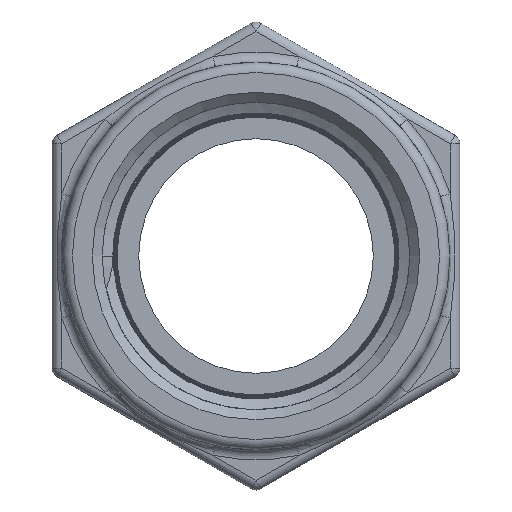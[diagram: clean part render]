
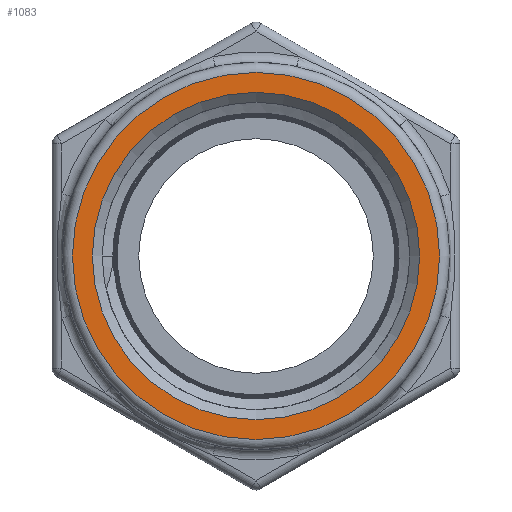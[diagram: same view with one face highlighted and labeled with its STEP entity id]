
A CAD part, left-side view. The second image highlights one B-rep face of the part: STEP entity #1083.
In plain terms, the highlighted planar face has unit normal (-1, 0, 0).
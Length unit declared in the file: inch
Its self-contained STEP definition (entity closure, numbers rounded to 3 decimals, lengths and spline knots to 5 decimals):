
#203=PLANE($,#1197);
#221=FACE_BOUND($,#342,.T.);
#222=FACE_BOUND($,#343,.T.);
#342=EDGE_LOOP($,(#844));
#343=EDGE_LOOP($,(#845));
#437=CIRCLE($,#1196,1.125);
#438=CIRCLE($,#1198,1.003);
#528=VERTEX_POINT($,#3274);
#529=VERTEX_POINT($,#3277);
#641=EDGE_CURVE($,#528,#528,#437,.T.);
#642=EDGE_CURVE($,#529,#529,#438,.T.);
#844=ORIENTED_EDGE($,*,*,#642,.T.);
#845=ORIENTED_EDGE($,*,*,#641,.F.);
#1083=ADVANCED_FACE($,(#221,#222),#203,.T.);
#1196=AXIS2_PLACEMENT_3D($,#3275,#1416,#1417);
#1197=AXIS2_PLACEMENT_3D($,#3276,#1418,#1419);
#1198=AXIS2_PLACEMENT_3D($,#3278,#1420,#1421);
#1416=DIRECTION('center_axis',(1.,0.,0.));
#1417=DIRECTION('ref_axis',(0.,-1.,0.));
#1418=DIRECTION('center_axis',(-1.,0.,0.));
#1419=DIRECTION('ref_axis',(0.,0.,1.));
#1420=DIRECTION('center_axis',(1.,0.,0.));
#1421=DIRECTION('ref_axis',(0.,1.,0.));
#3274=CARTESIAN_POINT('',(0.,1.125,0.));
#3275=CARTESIAN_POINT('Origin',(0.,0.,0.));
#3276=CARTESIAN_POINT('Origin',(0.,1.09525,0.));
#3277=CARTESIAN_POINT('',(0.,1.003,0.));
#3278=CARTESIAN_POINT('Origin',(0.,0.,0.));
